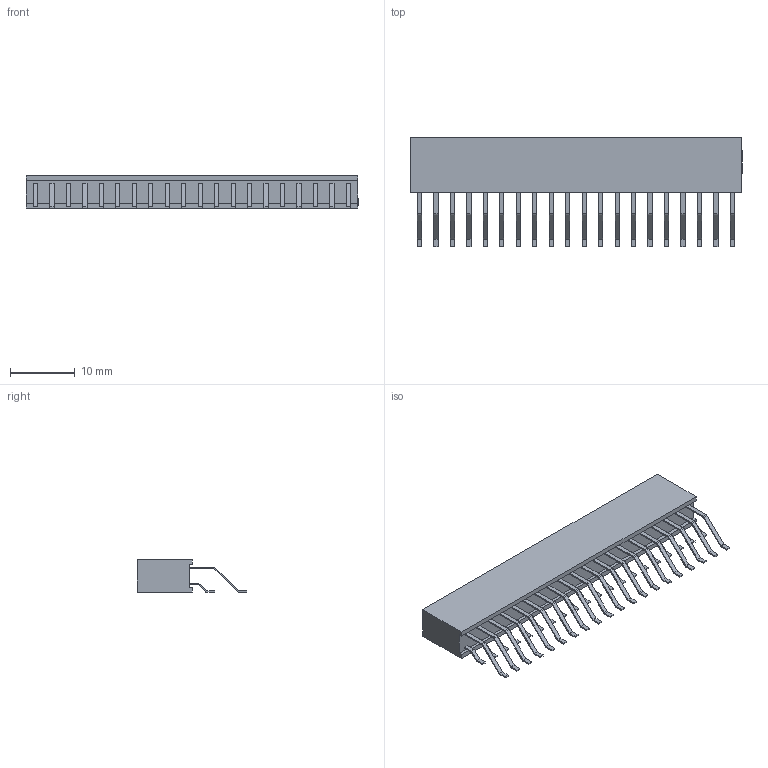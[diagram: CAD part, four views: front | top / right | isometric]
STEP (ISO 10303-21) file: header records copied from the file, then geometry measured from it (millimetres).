
FILE_DESCRIPTION (( 'STEP AP214' ), '1' );
FILE_NAME ('HDR-SMD_40P-P2.54_PM254-2-20-WS-8.5.STEP', '2023-01-10T13:13:17', ( '' ), ( '' ), 'SwSTEP 2.0', 'SolidWorks 2020', '' );
FILE_SCHEMA (( 'AUTOMOTIVE_DESIGN' ));
Length unit declared in the file: millimetre
Products named in the file (1): HDR-SMD_40P-P2.54_PM254-2-20-WS-8.5
Bounding box: 51.21 x 16.9 x 5.02 mm (x, y, z)
Volume: 1775.4 mm3; surface area: 3020.2 mm2
Topology: 1 solids, 1 shells, 1114 faces, 2879 edges, 1866 vertices
Faces by surface type: plane 856, cylinder 160, bspline 98
Entity records: 46223 total; most frequent: CARTESIAN_POINT 7166, ORIENTED_EDGE 5758, DIRECTION 5033, EDGE_CURVE 2879, LINE 2359, VECTOR 2359, VERTEX_POINT 1866, AXIS2_PLACEMENT_3D 1337
